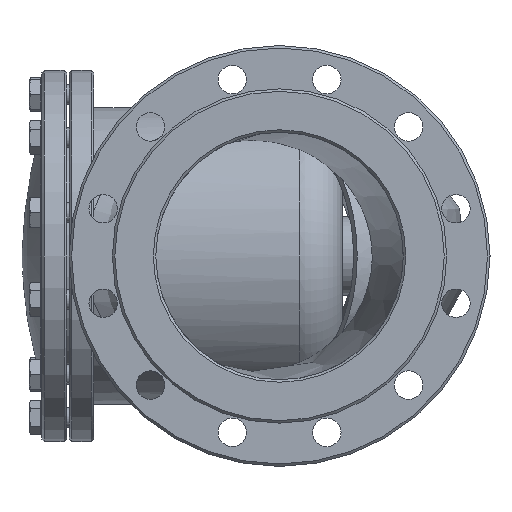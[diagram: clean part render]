
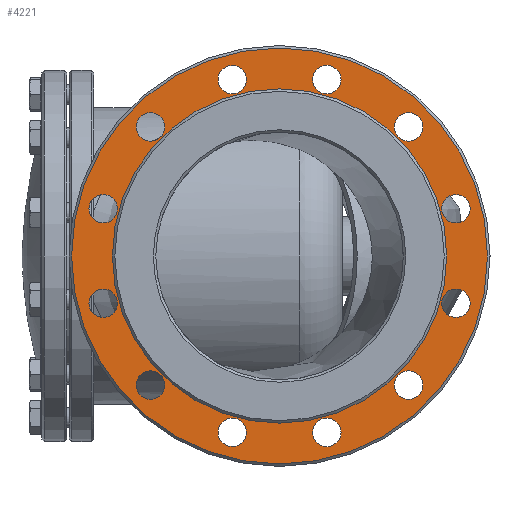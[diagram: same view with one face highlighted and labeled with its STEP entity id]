
A CAD part, left-side view. The second image highlights one B-rep face of the part: STEP entity #4221.
In plain terms, the highlighted planar face has unit normal (-1, 0, 0).
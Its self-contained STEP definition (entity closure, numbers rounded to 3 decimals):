
#696=FACE_BOUND('',#1294,.T.);
#697=FACE_BOUND('',#1295,.T.);
#698=FACE_BOUND('',#1296,.T.);
#699=FACE_BOUND('',#1297,.T.);
#700=FACE_BOUND('',#1298,.T.);
#701=FACE_BOUND('',#1299,.T.);
#702=FACE_BOUND('',#1300,.T.);
#703=FACE_BOUND('',#1301,.T.);
#704=FACE_BOUND('',#1302,.T.);
#705=FACE_BOUND('',#1303,.T.);
#706=FACE_BOUND('',#1304,.T.);
#707=FACE_BOUND('',#1305,.T.);
#708=FACE_BOUND('',#1306,.T.);
#773=PLANE('',#4638);
#973=FACE_OUTER_BOUND('',#1293,.T.);
#1293=EDGE_LOOP('',(#3663));
#1294=EDGE_LOOP('',(#3664));
#1295=EDGE_LOOP('',(#3665));
#1296=EDGE_LOOP('',(#3666));
#1297=EDGE_LOOP('',(#3667));
#1298=EDGE_LOOP('',(#3668));
#1299=EDGE_LOOP('',(#3669));
#1300=EDGE_LOOP('',(#3670));
#1301=EDGE_LOOP('',(#3671));
#1302=EDGE_LOOP('',(#3672));
#1303=EDGE_LOOP('',(#3673));
#1304=EDGE_LOOP('',(#3674));
#1305=EDGE_LOOP('',(#3675));
#1306=EDGE_LOOP('',(#3676));
#1530=CIRCLE('',#4637,168.);
#1531=CIRCLE('',#4639,135.);
#1532=CIRCLE('',#4640,11.5);
#1533=CIRCLE('',#4641,11.5);
#1534=CIRCLE('',#4642,11.5);
#1535=CIRCLE('',#4643,11.5);
#1536=CIRCLE('',#4644,11.5);
#1537=CIRCLE('',#4645,11.5);
#1538=CIRCLE('',#4646,11.5);
#1539=CIRCLE('',#4647,11.5);
#1540=CIRCLE('',#4648,11.5);
#1541=CIRCLE('',#4649,11.5);
#1542=CIRCLE('',#4650,11.5);
#1543=CIRCLE('',#4651,11.5);
#2044=VERTEX_POINT('',#11591);
#2045=VERTEX_POINT('',#11595);
#2046=VERTEX_POINT('',#11597);
#2047=VERTEX_POINT('',#11599);
#2048=VERTEX_POINT('',#11601);
#2049=VERTEX_POINT('',#11603);
#2050=VERTEX_POINT('',#11605);
#2051=VERTEX_POINT('',#11607);
#2052=VERTEX_POINT('',#11609);
#2053=VERTEX_POINT('',#11611);
#2054=VERTEX_POINT('',#11613);
#2055=VERTEX_POINT('',#11615);
#2056=VERTEX_POINT('',#11617);
#2057=VERTEX_POINT('',#11619);
#2591=EDGE_CURVE('',#2044,#2044,#1530,.T.);
#2592=EDGE_CURVE('',#2045,#2045,#1531,.T.);
#2593=EDGE_CURVE('',#2046,#2046,#1532,.T.);
#2594=EDGE_CURVE('',#2047,#2047,#1533,.T.);
#2595=EDGE_CURVE('',#2048,#2048,#1534,.T.);
#2596=EDGE_CURVE('',#2049,#2049,#1535,.T.);
#2597=EDGE_CURVE('',#2050,#2050,#1536,.T.);
#2598=EDGE_CURVE('',#2051,#2051,#1537,.T.);
#2599=EDGE_CURVE('',#2052,#2052,#1538,.T.);
#2600=EDGE_CURVE('',#2053,#2053,#1539,.T.);
#2601=EDGE_CURVE('',#2054,#2054,#1540,.T.);
#2602=EDGE_CURVE('',#2055,#2055,#1541,.T.);
#2603=EDGE_CURVE('',#2056,#2056,#1542,.T.);
#2604=EDGE_CURVE('',#2057,#2057,#1543,.T.);
#3663=ORIENTED_EDGE('',*,*,#2591,.F.);
#3664=ORIENTED_EDGE('',*,*,#2592,.F.);
#3665=ORIENTED_EDGE('',*,*,#2593,.F.);
#3666=ORIENTED_EDGE('',*,*,#2594,.F.);
#3667=ORIENTED_EDGE('',*,*,#2595,.F.);
#3668=ORIENTED_EDGE('',*,*,#2596,.F.);
#3669=ORIENTED_EDGE('',*,*,#2597,.F.);
#3670=ORIENTED_EDGE('',*,*,#2598,.F.);
#3671=ORIENTED_EDGE('',*,*,#2599,.F.);
#3672=ORIENTED_EDGE('',*,*,#2600,.F.);
#3673=ORIENTED_EDGE('',*,*,#2601,.F.);
#3674=ORIENTED_EDGE('',*,*,#2602,.F.);
#3675=ORIENTED_EDGE('',*,*,#2603,.F.);
#3676=ORIENTED_EDGE('',*,*,#2604,.F.);
#4221=ADVANCED_FACE('',(#973,#696,#697,#698,#699,#700,#701,#702,#703,#704,
#705,#706,#707,#708),#773,.F.);
#4637=AXIS2_PLACEMENT_3D('',#11593,#5551,#5552);
#4638=AXIS2_PLACEMENT_3D('',#11594,#5553,#5554);
#4639=AXIS2_PLACEMENT_3D('',#11596,#5555,#5556);
#4640=AXIS2_PLACEMENT_3D('',#11598,#5557,#5558);
#4641=AXIS2_PLACEMENT_3D('',#11600,#5559,#5560);
#4642=AXIS2_PLACEMENT_3D('',#11602,#5561,#5562);
#4643=AXIS2_PLACEMENT_3D('',#11604,#5563,#5564);
#4644=AXIS2_PLACEMENT_3D('',#11606,#5565,#5566);
#4645=AXIS2_PLACEMENT_3D('',#11608,#5567,#5568);
#4646=AXIS2_PLACEMENT_3D('',#11610,#5569,#5570);
#4647=AXIS2_PLACEMENT_3D('',#11612,#5571,#5572);
#4648=AXIS2_PLACEMENT_3D('',#11614,#5573,#5574);
#4649=AXIS2_PLACEMENT_3D('',#11616,#5575,#5576);
#4650=AXIS2_PLACEMENT_3D('',#11618,#5577,#5578);
#4651=AXIS2_PLACEMENT_3D('',#11620,#5579,#5580);
#5551=DIRECTION('center_axis',(1.,0.,0.));
#5552=DIRECTION('ref_axis',(0.,0.,1.));
#5553=DIRECTION('center_axis',(1.,0.,0.));
#5554=DIRECTION('ref_axis',(0.,0.,-1.));
#5555=DIRECTION('center_axis',(-1.,0.,0.));
#5556=DIRECTION('ref_axis',(0.,-1.,0.));
#5557=DIRECTION('center_axis',(-1.,0.,0.));
#5558=DIRECTION('ref_axis',(0.,0.,1.));
#5559=DIRECTION('center_axis',(-1.,0.,0.));
#5560=DIRECTION('ref_axis',(0.,0.,1.));
#5561=DIRECTION('center_axis',(-1.,0.,0.));
#5562=DIRECTION('ref_axis',(0.,0.,1.));
#5563=DIRECTION('center_axis',(-1.,0.,0.));
#5564=DIRECTION('ref_axis',(0.,0.,1.));
#5565=DIRECTION('center_axis',(-1.,0.,0.));
#5566=DIRECTION('ref_axis',(0.,0.,1.));
#5567=DIRECTION('center_axis',(-1.,0.,0.));
#5568=DIRECTION('ref_axis',(0.,0.,1.));
#5569=DIRECTION('center_axis',(-1.,0.,0.));
#5570=DIRECTION('ref_axis',(0.,0.,1.));
#5571=DIRECTION('center_axis',(-1.,0.,0.));
#5572=DIRECTION('ref_axis',(0.,0.,1.));
#5573=DIRECTION('center_axis',(-1.,0.,0.));
#5574=DIRECTION('ref_axis',(0.,0.,1.));
#5575=DIRECTION('center_axis',(-1.,0.,0.));
#5576=DIRECTION('ref_axis',(0.,0.,1.));
#5577=DIRECTION('center_axis',(-1.,0.,0.));
#5578=DIRECTION('ref_axis',(0.,0.,1.));
#5579=DIRECTION('center_axis',(-1.,0.,0.));
#5580=DIRECTION('ref_axis',(0.,0.,1.));
#11591=CARTESIAN_POINT('',(2.,0.,-168.));
#11593=CARTESIAN_POINT('Origin',(2.,0.,0.));
#11594=CARTESIAN_POINT('Origin',(2.,0.,0.));
#11595=CARTESIAN_POINT('',(2.,135.,0.));
#11596=CARTESIAN_POINT('Origin',(2.,0.,0.));
#11597=CARTESIAN_POINT('',(2.,-104.298,-115.798));
#11598=CARTESIAN_POINT('Origin',(2.,-104.298,-104.298));
#11599=CARTESIAN_POINT('',(2.,-142.474,-49.676));
#11600=CARTESIAN_POINT('Origin',(2.,-142.474,-38.176));
#11601=CARTESIAN_POINT('',(2.,-142.474,26.676));
#11602=CARTESIAN_POINT('Origin',(2.,-142.474,38.176));
#11603=CARTESIAN_POINT('',(2.,-104.298,92.798));
#11604=CARTESIAN_POINT('Origin',(2.,-104.298,104.298));
#11605=CARTESIAN_POINT('',(2.,-38.176,130.974));
#11606=CARTESIAN_POINT('Origin',(2.,-38.176,142.474));
#11607=CARTESIAN_POINT('',(2.,38.176,130.974));
#11608=CARTESIAN_POINT('Origin',(2.,38.176,142.474));
#11609=CARTESIAN_POINT('',(2.,104.298,92.798));
#11610=CARTESIAN_POINT('Origin',(2.,104.298,104.298));
#11611=CARTESIAN_POINT('',(2.,142.474,26.676));
#11612=CARTESIAN_POINT('Origin',(2.,142.474,38.176));
#11613=CARTESIAN_POINT('',(2.,142.474,-49.676));
#11614=CARTESIAN_POINT('Origin',(2.,142.474,-38.176));
#11615=CARTESIAN_POINT('',(2.,104.298,-115.798));
#11616=CARTESIAN_POINT('Origin',(2.,104.298,-104.298));
#11617=CARTESIAN_POINT('',(2.,38.176,-153.974));
#11618=CARTESIAN_POINT('Origin',(2.,38.176,-142.474));
#11619=CARTESIAN_POINT('',(2.,-38.176,-153.974));
#11620=CARTESIAN_POINT('Origin',(2.,-38.176,-142.474));
